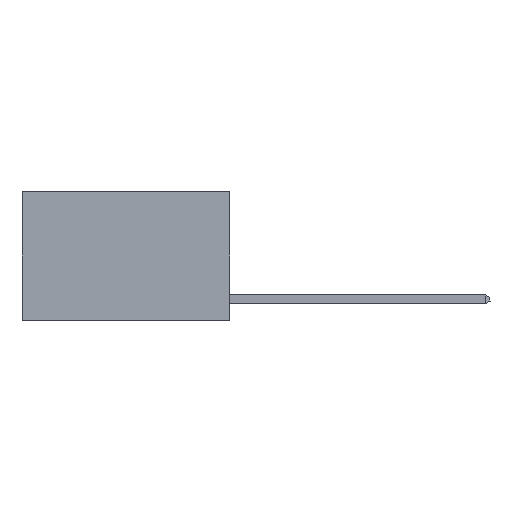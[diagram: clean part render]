
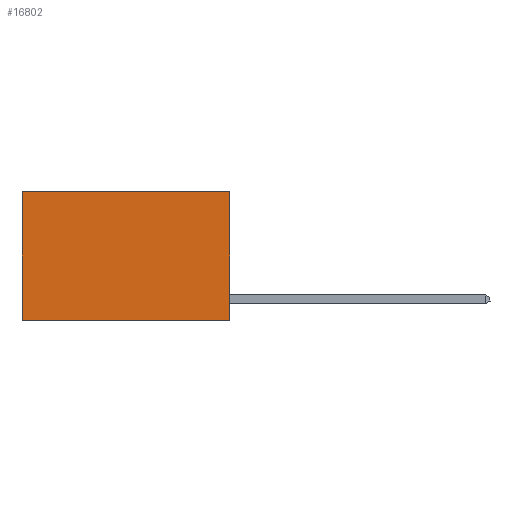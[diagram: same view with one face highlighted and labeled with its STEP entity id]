
A CAD part, left-side view. The second image highlights one B-rep face of the part: STEP entity #16802.
In plain terms, the highlighted planar face has unit normal (-1, 0, 0).
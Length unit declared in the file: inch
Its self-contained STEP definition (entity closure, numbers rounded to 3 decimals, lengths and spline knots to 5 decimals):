
#1384 = EDGE_CURVE ( 'NONE', #14126, #22925, #7955, .T. ) ;
#1722 = CARTESIAN_POINT ( 'NONE',  ( 0.2625, 0., 0. ) ) ;
#2564 = LINE ( 'NONE', #20406, #25886 ) ;
#3446 = ORIENTED_EDGE ( 'NONE', *, *, #15689, .T. ) ;
#4102 = DIRECTION ( 'NONE',  ( 1., 0., 0. ) ) ;
#4135 = CARTESIAN_POINT ( 'NONE',  ( 0.2625, 0., -0.37 ) ) ;
#7955 = LINE ( 'NONE', #25208, #14364 ) ;
#10406 = EDGE_LOOP ( 'NONE', ( #20137, #17960, #19807, #3446 ) ) ;
#11571 = FACE_OUTER_BOUND ( 'NONE', #10406, .T. ) ;
#12077 = DIRECTION ( 'NONE',  ( 0., 1., 0. ) ) ;
#12172 = PLANE ( 'NONE',  #18384 ) ;
#12212 = VECTOR ( 'NONE', #20562, 39.37008 ) ;
#12922 = DIRECTION ( 'NONE',  ( 0., 0., -1. ) ) ;
#14126 = VERTEX_POINT ( 'NONE', #1722 ) ;
#14364 = VECTOR ( 'NONE', #12922, 39.37008 ) ;
#15689 = EDGE_CURVE ( 'NONE', #14126, #18620, #2564, .T. ) ;
#15880 = CARTESIAN_POINT ( 'NONE',  ( 0.2625, 0.6, -0.37 ) ) ;
#16289 = DIRECTION ( 'NONE',  ( 0., 0., -1. ) ) ;
#16802 = ADVANCED_FACE ( 'NONE', ( #11571 ), #12172, .F. ) ;
#16924 = EDGE_CURVE ( 'NONE', #18620, #20739, #26780, .T. ) ;
#16969 = CARTESIAN_POINT ( 'NONE',  ( 0.2625, 0., -0.37 ) ) ;
#17960 = ORIENTED_EDGE ( 'NONE', *, *, #18882, .F. ) ;
#18104 = CARTESIAN_POINT ( 'NONE',  ( 0.2625, 0.6, 0. ) ) ;
#18384 = AXIS2_PLACEMENT_3D ( 'NONE', #26644, #4102, #16289 ) ;
#18590 = LINE ( 'NONE', #4135, #23492 ) ;
#18620 = VERTEX_POINT ( 'NONE', #18104 ) ;
#18776 = DIRECTION ( 'NONE',  ( 0., 1., 0. ) ) ;
#18882 = EDGE_CURVE ( 'NONE', #22925, #20739, #18590, .T. ) ;
#19807 = ORIENTED_EDGE ( 'NONE', *, *, #1384, .F. ) ;
#20137 = ORIENTED_EDGE ( 'NONE', *, *, #16924, .T. ) ;
#20406 = CARTESIAN_POINT ( 'NONE',  ( 0.2625, 0., 0. ) ) ;
#20562 = DIRECTION ( 'NONE',  ( 0., 0., -1. ) ) ;
#20739 = VERTEX_POINT ( 'NONE', #15880 ) ;
#22210 = CARTESIAN_POINT ( 'NONE',  ( 0.2625, 0.6, 0. ) ) ;
#22925 = VERTEX_POINT ( 'NONE', #16969 ) ;
#23492 = VECTOR ( 'NONE', #18776, 39.37008 ) ;
#25208 = CARTESIAN_POINT ( 'NONE',  ( 0.2625, 0., 0. ) ) ;
#25886 = VECTOR ( 'NONE', #12077, 39.37008 ) ;
#26644 = CARTESIAN_POINT ( 'NONE',  ( 0.2625, 0., 0. ) ) ;
#26780 = LINE ( 'NONE', #22210, #12212 ) ;
